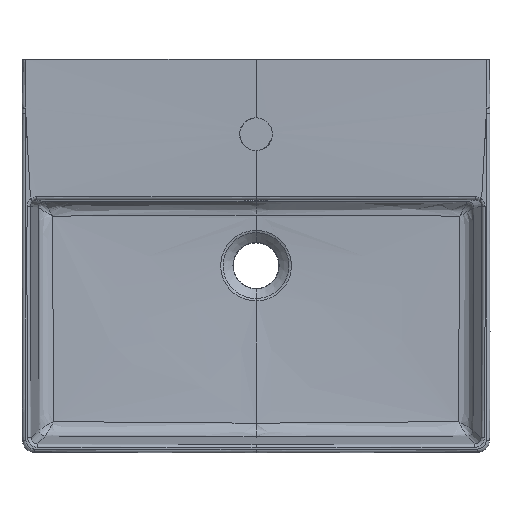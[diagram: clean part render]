
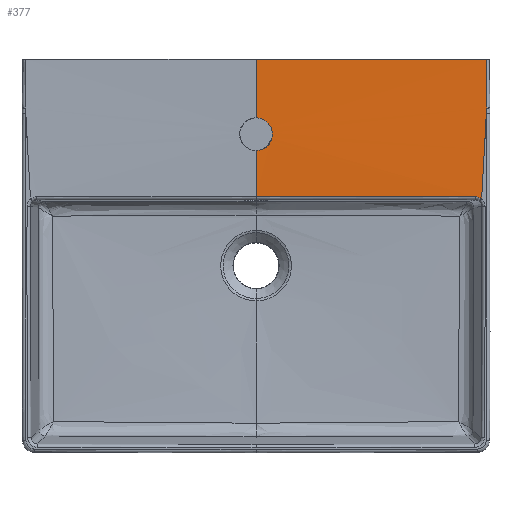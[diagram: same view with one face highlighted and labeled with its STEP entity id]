
A CAD part, top view. The second image highlights one B-rep face of the part: STEP entity #377.
In plain terms, the highlighted free-form (B-spline) face has degree [3, 1] with [6, 2] control points.
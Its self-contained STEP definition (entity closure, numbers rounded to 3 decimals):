
#377=ADVANCED_FACE('',(#521),#429,.F.);
#429=B_SPLINE_SURFACE_WITH_KNOTS('',3,1,((#10428,#10429),(#10430,#10431),
(#10432,#10433),(#10434,#10435),(#10436,#10437),(#10438,#10439)),
 .UNSPECIFIED.,.F.,.F.,.F.,(4,1,1,4),(2,2),(0.,0.167,0.833,
1.),(0.,1.),.UNSPECIFIED.);
#521=FACE_OUTER_BOUND('',#645,.T.);
#645=EDGE_LOOP('',(#1073,#1074,#1075,#1076,#1077,#1078,#1079,#1080,#1081));
#1073=ORIENTED_EDGE('',*,*,#1452,.T.);
#1074=ORIENTED_EDGE('',*,*,#1638,.F.);
#1075=ORIENTED_EDGE('',*,*,#1583,.T.);
#1076=ORIENTED_EDGE('',*,*,#1584,.T.);
#1077=ORIENTED_EDGE('',*,*,#1588,.T.);
#1078=ORIENTED_EDGE('',*,*,#1589,.T.);
#1079=ORIENTED_EDGE('',*,*,#1639,.F.);
#1080=ORIENTED_EDGE('',*,*,#1640,.F.);
#1081=ORIENTED_EDGE('',*,*,#1641,.F.);
#1289=VERTEX_POINT('',#2594);
#1290=VERTEX_POINT('',#2605);
#1336=VERTEX_POINT('',#7204);
#1365=VERTEX_POINT('',#7688);
#1366=VERTEX_POINT('',#7690);
#1368=VERTEX_POINT('',#7735);
#1369=VERTEX_POINT('',#7743);
#1397=VERTEX_POINT('',#10420);
#1398=VERTEX_POINT('',#10425);
#1452=EDGE_CURVE('',#1290,#1289,#1724,.T.);
#1583=EDGE_CURVE('',#1365,#1366,#1795,.T.);
#1584=EDGE_CURVE('',#1366,#1336,#1796,.T.);
#1588=EDGE_CURVE('',#1336,#1368,#1799,.T.);
#1589=EDGE_CURVE('',#1368,#1369,#1800,.T.);
#1638=EDGE_CURVE('',#1365,#1289,#1834,.T.);
#1639=EDGE_CURVE('',#1397,#1369,#1835,.T.);
#1640=EDGE_CURVE('',#1398,#1397,#1836,.T.);
#1641=EDGE_CURVE('',#1290,#1398,#1837,.T.);
#1724=B_SPLINE_CURVE_WITH_KNOTS('',3,(#2595,#2596,#2597,#2598,#2599,#2600,
#2601,#2602,#2603,#2604),.UNSPECIFIED.,.F.,.F.,(4,2,2,2,4),(0.,0.25,0.5,
0.75,1.),.UNSPECIFIED.);
#1795=B_SPLINE_CURVE_WITH_KNOTS('',3,(#7691,#7692,#7693,#7694),
 .UNSPECIFIED.,.F.,.F.,(4,4),(0.,1.),.UNSPECIFIED.);
#1796=B_SPLINE_CURVE_WITH_KNOTS('',3,(#7707,#7708,#7709,#7710),
 .UNSPECIFIED.,.F.,.F.,(4,4),(0.,1.),.UNSPECIFIED.);
#1799=B_SPLINE_CURVE_WITH_KNOTS('',1,(#7736,#7737),.UNSPECIFIED.,.F.,.F.,
(2,2),(0.,1.),.UNSPECIFIED.);
#1800=B_SPLINE_CURVE_WITH_KNOTS('',3,(#7739,#7740,#7741,#7742),
 .UNSPECIFIED.,.F.,.F.,(4,4),(0.,1.),.UNSPECIFIED.);
#1834=B_SPLINE_CURVE_WITH_KNOTS('',1,(#10414,#10415),.UNSPECIFIED.,.F.,
 .F.,(2,2),(0.,1.),.UNSPECIFIED.);
#1835=B_SPLINE_CURVE_WITH_KNOTS('',3,(#10416,#10417,#10418,#10419),
 .UNSPECIFIED.,.F.,.F.,(4,4),(0.,1.),.UNSPECIFIED.);
#1836=B_SPLINE_CURVE_WITH_KNOTS('',3,(#10421,#10422,#10423,#10424),
 .UNSPECIFIED.,.F.,.F.,(4,4),(0.,1.),.UNSPECIFIED.);
#1837=B_SPLINE_CURVE_WITH_KNOTS('',1,(#10426,#10427),.UNSPECIFIED.,.F.,
 .F.,(2,2),(0.,1.),.UNSPECIFIED.);
#2594=CARTESIAN_POINT('',(0.,-97.5,-0.017));
#2595=CARTESIAN_POINT('',(0.,-62.513,0.707));
#2596=CARTESIAN_POINT('',(4.622,-62.513,0.707));
#2597=CARTESIAN_POINT('',(9.139,-64.398,0.667));
#2598=CARTESIAN_POINT('',(15.627,-70.892,0.531));
#2599=CARTESIAN_POINT('',(17.504,-75.432,0.437));
#2600=CARTESIAN_POINT('',(17.497,-84.604,0.248));
#2601=CARTESIAN_POINT('',(15.632,-89.12,0.156));
#2602=CARTESIAN_POINT('',(9.116,-95.633,0.021));
#2603=CARTESIAN_POINT('',(4.592,-97.5,-0.017));
#2604=CARTESIAN_POINT('',(0.,-97.5,-0.017));
#2605=CARTESIAN_POINT('',(0.,-62.513,0.707));
#7204=CARTESIAN_POINT('',(240.647,-149.097,0.));
#7688=CARTESIAN_POINT('',(0.,-146.651,-1.034));
#7690=CARTESIAN_POINT('',(233.738,-146.564,-0.06));
#7691=CARTESIAN_POINT('',(0.,-146.651,-1.034));
#7692=CARTESIAN_POINT('',(77.904,-146.651,-1.034));
#7693=CARTESIAN_POINT('',(155.816,-146.622,-0.708));
#7694=CARTESIAN_POINT('',(233.738,-146.564,-0.06));
#7707=CARTESIAN_POINT('',(233.738,-146.564,-0.06));
#7708=CARTESIAN_POINT('',(236.271,-146.562,-0.038));
#7709=CARTESIAN_POINT('',(238.719,-147.46,-0.018));
#7710=CARTESIAN_POINT('',(240.64,-149.102,0.));
#7735=CARTESIAN_POINT('',(243.584,-96.666,0.));
#7736=CARTESIAN_POINT('',(240.646,-149.095,0.));
#7737=CARTESIAN_POINT('',(243.584,-96.666,0.));
#7739=CARTESIAN_POINT('',(243.584,-96.666,0.));
#7740=CARTESIAN_POINT('',(244.351,-81.854,0.));
#7741=CARTESIAN_POINT('',(245.121,-66.975,0.));
#7742=CARTESIAN_POINT('',(245.897,-52.031,0.001));
#7743=CARTESIAN_POINT('',(245.897,-52.031,0.001));
#10414=CARTESIAN_POINT('',(0.,-146.651,-1.034));
#10415=CARTESIAN_POINT('',(0.,-97.5,-0.017));
#10416=CARTESIAN_POINT('',(245.503,0.,0.056));
#10417=CARTESIAN_POINT('',(245.652,-17.344,0.028));
#10418=CARTESIAN_POINT('',(245.784,-34.688,0.01));
#10419=CARTESIAN_POINT('',(245.897,-52.031,0.001));
#10420=CARTESIAN_POINT('',(245.503,0.,0.056));
#10421=CARTESIAN_POINT('',(0.,0.,2.));
#10422=CARTESIAN_POINT('',(81.838,0.,2.));
#10423=CARTESIAN_POINT('',(163.675,0.,1.352));
#10424=CARTESIAN_POINT('',(245.503,0.,0.056));
#10425=CARTESIAN_POINT('',(0.,0.,2.));
#10426=CARTESIAN_POINT('',(0.,-62.513,0.707));
#10427=CARTESIAN_POINT('',(0.,0.,2.));
#10428=CARTESIAN_POINT('',(-373.482,0.,-2.458));
#10429=CARTESIAN_POINT('',(-360.394,-155.893,1.506));
#10430=CARTESIAN_POINT('',(-331.99,0.,-1.5));
#10431=CARTESIAN_POINT('',(-320.351,-155.893,0.919));
#10432=CARTESIAN_POINT('',(-124.521,0.,2.667));
#10433=CARTESIAN_POINT('',(-120.137,-155.893,-1.634));
#10434=CARTESIAN_POINT('',(124.521,0.,2.667));
#10435=CARTESIAN_POINT('',(120.137,-155.893,-1.634));
#10436=CARTESIAN_POINT('',(331.99,0.,-1.5));
#10437=CARTESIAN_POINT('',(320.351,-155.893,0.919));
#10438=CARTESIAN_POINT('',(373.482,0.,-2.458));
#10439=CARTESIAN_POINT('',(360.394,-155.893,1.506));
